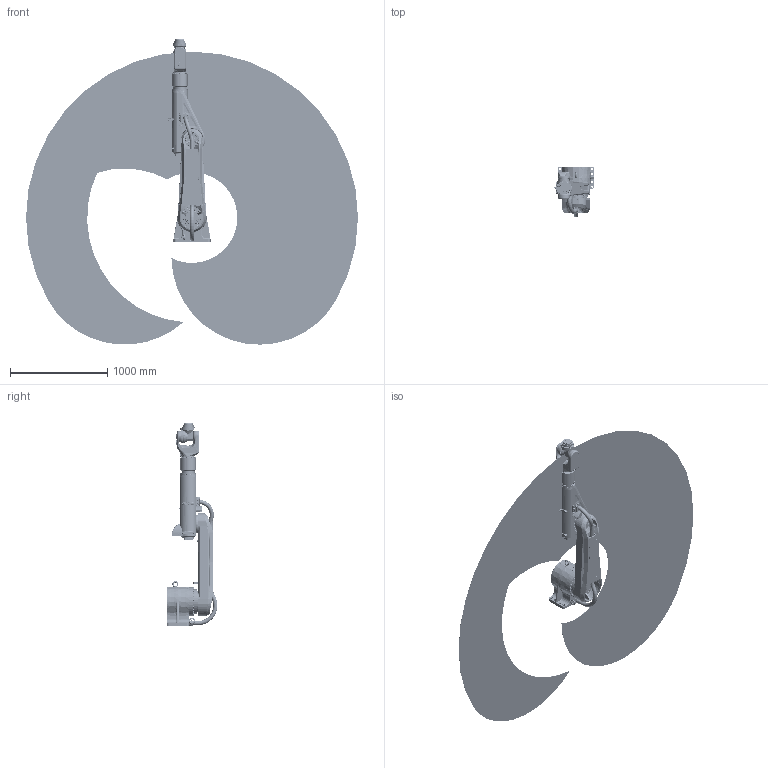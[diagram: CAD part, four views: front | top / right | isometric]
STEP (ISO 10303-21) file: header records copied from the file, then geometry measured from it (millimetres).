
FILE_DESCRIPTION(/* description */ (''),/* implementation_level */ '2;1');
FILE_NAME(/* name */ '3D-model_AT_40010.stp',/* time_stamp */ '2023-04-13T11:01:55+02:00',/* author */ ('tim.stocker'),/* organization */ (''),/* preprocessor_version */ 'ST-DEVELOPER v16.5',/* originating_system */ 'Autodesk Inventor 2017',/* authorisation */ '');
FILE_SCHEMA (('AUTOMOTIVE_DESIGN { 1 0 10303 214 3 1 1 }'));
Products named in the file (9): MT_WST00114050 Dummy Grundgestell; MT_WST00105753 Hand; DIN 580 - M8; MT_WST00112079 Kabel; MT_WST00105762 Schwinge; MT_WST00113254 Arbeitsbereich; MT_WST00106130 Hand; MT_WST00113237 DUMMY Schulter
Assembly tree (8 placements, depth 2):
   
    MT_WST00114050 Dummy Grundgestell
    MT_WST00105753 Hand
    DIN 580 - M8
    MT_WST00112079 Kabel
    MT_WST00105762 Schwinge
    MT_WST00113254 Arbeitsbereich
    MT_WST00106130 Hand
    MT_WST00113237 DUMMY Schulter
Bounding box: 3409.35 x 522 x 3135.66 mm (x, y, z)
Volume: 90351209.7 mm3; surface area: 16990377.9 mm2
Topology: 8 solids, 10 shells, 4269 faces, 10343 edges, 6366 vertices
Faces by surface type: plane 1286, cylinder 1176, bspline 1087, torus 396, cone 237, sphere 87
Full cylindrical faces by diameter (mm): 2.5 x3, 3.242 x4, 3.8 x4, 4 x7, 4.134 x8, 4.2 x4, 4.5 x2, 4.917 x15, 5.8 x3, 6 x1, 6.3 x2, 6.6 x1, 6.647 x12, 6.7 x1, 6.8 x6, 7 x1, 7.53 x2, 7.6 x4, 8 x6, 8.5 x43, 9 x1, 10 x49, 10.106 x8, 11 x6, 11.6 x8, 12 x8, 13 x10, 14 x2, 15 x3, 15.4 x1
Entity records: 220782 total; most frequent: CARTESIAN_POINT 126655, ORIENTED_EDGE 18336, DIRECTION 17953, EDGE_CURVE 9166, AXIS2_PLACEMENT_3D 7721, VERTEX_POINT 6088, EDGE_LOOP 5498, FACE_OUTER_BOUND 4269
